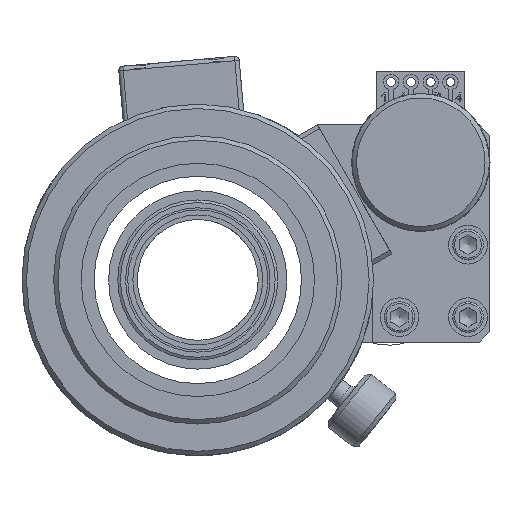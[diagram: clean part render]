
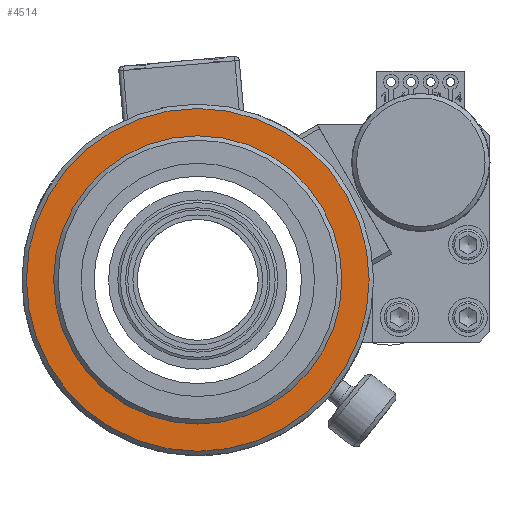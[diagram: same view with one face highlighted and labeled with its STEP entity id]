
A CAD part, left-side view. The second image highlights one B-rep face of the part: STEP entity #4514.
In plain terms, the highlighted face is planar.
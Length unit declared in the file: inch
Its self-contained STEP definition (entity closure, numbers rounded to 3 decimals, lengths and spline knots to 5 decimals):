
#4480=CARTESIAN_POINT('',(-0.78,0.343,0.));
#4481=VERTEX_POINT('',#4480);
#4482=CARTESIAN_POINT('',(0.0,0.343,0.0));
#4483=DIRECTION('',(0.0,1.0,0.0));
#4484=DIRECTION('',(1.0,0.0,0.0));
#4485=AXIS2_PLACEMENT_3D('',#4482,#4483,#4484);
#4486=CIRCLE('',#4485,0.78);
#4487=EDGE_CURVE('',#4481,#4481,#4486,.T.);
#4495=CARTESIAN_POINT('',(-0.69879,0.343,0.0));
#4496=DIRECTION('',(0.0,-1.0,0.0));
#4497=DIRECTION('',(0.0,0.0,-1.0));
#4498=AXIS2_PLACEMENT_3D('',#4495,#4496,#4497);
#4499=PLANE('',#4498);
#4500=ORIENTED_EDGE('',*,*,#4487,.F.);
#4501=EDGE_LOOP('',(#4500));
#4502=FACE_OUTER_BOUND('',#4501,.T.);
#4503=CARTESIAN_POINT('',(-0.59759,0.343,0.0));
#4504=VERTEX_POINT('',#4503);
#4505=CARTESIAN_POINT('',(0.0,0.343,0.0));
#4506=DIRECTION('',(0.0,1.0,0.0));
#4507=DIRECTION('',(-1.0,0.0,0.0));
#4508=AXIS2_PLACEMENT_3D('',#4505,#4506,#4507);
#4509=CIRCLE('',#4508,0.59759);
#4510=EDGE_CURVE('',#4504,#4504,#4509,.T.);
#4511=ORIENTED_EDGE('',*,*,#4510,.T.);
#4512=EDGE_LOOP('',(#4511));
#4513=FACE_BOUND('',#4512,.T.);
#4514=ADVANCED_FACE('',(#4502,#4513),#4499,.T.);
